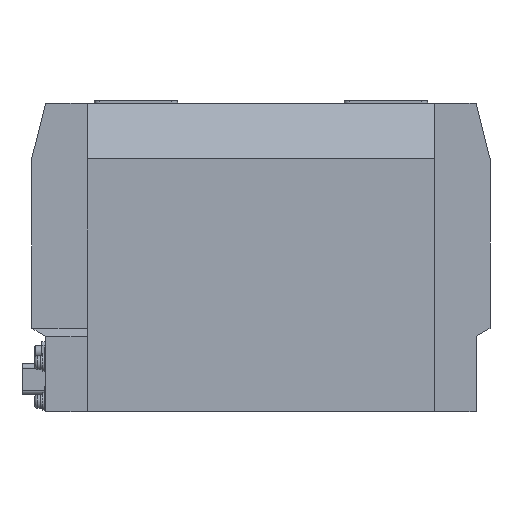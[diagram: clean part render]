
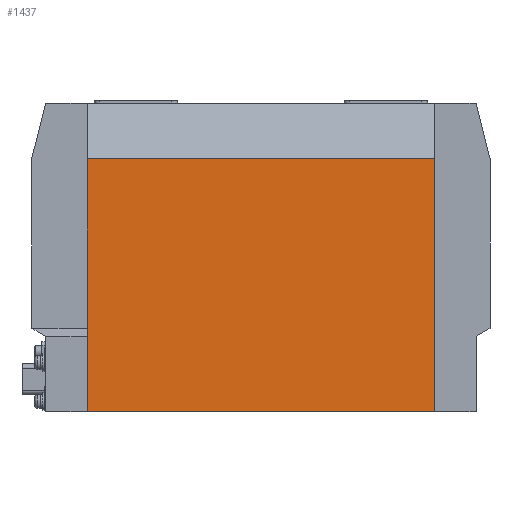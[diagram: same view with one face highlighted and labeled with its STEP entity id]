
A CAD part, front view. The second image highlights one B-rep face of the part: STEP entity #1437.
In plain terms, the highlighted planar face has unit normal (0, -1, 0).
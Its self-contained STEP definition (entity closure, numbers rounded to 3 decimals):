
#1437=ADVANCED_FACE('',(#17231),#17233,.T.);
#17231=FACE_BOUND('',#17232,.T.);
#17232=EDGE_LOOP('',(#30147,#30148,#30149,#30150));
#17233=PLANE('',#17234);
#17234=AXIS2_PLACEMENT_3D('',#17235,#17236,#17237);
#17235=CARTESIAN_POINT('',(301.,-130.,0.));
#17236=DIRECTION('',(0.,-1.,0.));
#17237=DIRECTION('',(0.,0.,-1.));
#30147=ORIENTED_EDGE('',*,*,#39651,.T.);
#30148=ORIENTED_EDGE('',*,*,#39679,.T.);
#30149=ORIENTED_EDGE('',*,*,#39680,.T.);
#30150=ORIENTED_EDGE('',*,*,#39681,.T.);
#39651=EDGE_CURVE('',#44410,#44408,#44411,.T.);
#39679=EDGE_CURVE('',#44408,#44456,#44458,.T.);
#39680=EDGE_CURVE('',#44456,#44459,#44460,.T.);
#39681=EDGE_CURVE('',#44459,#44410,#44461,.T.);
#44408=VERTEX_POINT('',#54593);
#44410=VERTEX_POINT('',#54597);
#44411=LINE('',#54598,#54599);
#44456=VERTEX_POINT('',#54697);
#44458=LINE('',#54701,#54702);
#44459=VERTEX_POINT('',#54704);
#44460=LINE('',#54705,#54706);
#44461=LINE('',#54708,#54709);
#54593=CARTESIAN_POINT('',(11.,-130.,182.));
#54597=CARTESIAN_POINT('',(261.,-130.,182.));
#54598=CARTESIAN_POINT('',(261.,-130.,182.));
#54599=VECTOR('',#54600,1.);
#54600=DIRECTION('',(-1.,0.,0.));
#54697=CARTESIAN_POINT('',(11.,-130.,0.));
#54701=CARTESIAN_POINT('',(11.,-130.,182.));
#54702=VECTOR('',#54703,1.);
#54703=DIRECTION('',(0.,0.,-1.));
#54704=CARTESIAN_POINT('',(261.,-130.,0.));
#54705=CARTESIAN_POINT('',(11.,-130.,0.));
#54706=VECTOR('',#54707,1.);
#54707=DIRECTION('',(1.,0.,0.));
#54708=CARTESIAN_POINT('',(261.,-130.,0.));
#54709=VECTOR('',#54710,1.);
#54710=DIRECTION('',(0.,0.,1.));
